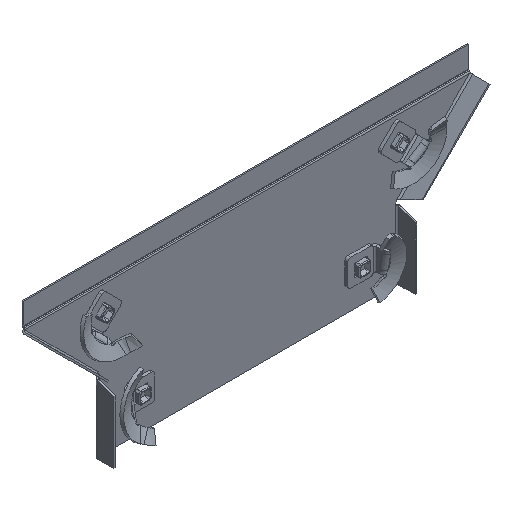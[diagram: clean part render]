
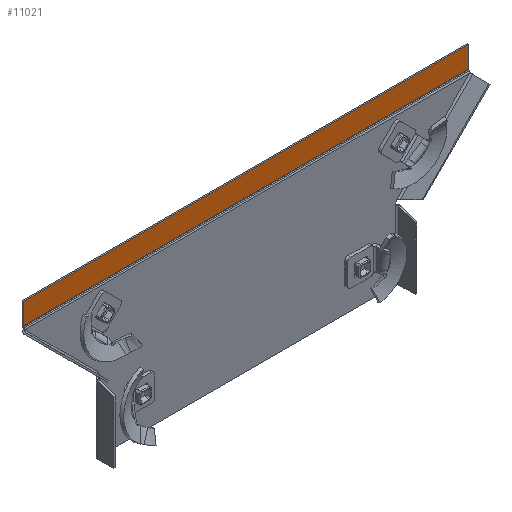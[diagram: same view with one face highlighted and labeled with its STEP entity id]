
A CAD part, isometric view. The second image highlights one B-rep face of the part: STEP entity #11021.
In plain terms, the highlighted planar face has unit normal (0, -1, 0).
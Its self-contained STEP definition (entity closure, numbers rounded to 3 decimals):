
#89 = LINE ( 'NONE', #4386, #6328 ) ;
#415 = CARTESIAN_POINT ( 'NONE',  ( -150., -0.066, -115.344 ) ) ;
#474 = CARTESIAN_POINT ( 'NONE',  ( -150., -0.066, -0.144 ) ) ;
#735 = CARTESIAN_POINT ( 'NONE',  ( -150., -0.066, -14.527 ) ) ;
#1337 = VERTEX_POINT ( 'NONE', #11135 ) ;
#1643 = DIRECTION ( 'NONE',  ( 0., -1., 0. ) ) ;
#2048 = CARTESIAN_POINT ( 'NONE',  ( 150., -0.066, -14.527 ) ) ;
#2636 = EDGE_CURVE ( 'NONE', #1337, #12034, #4808, .T. ) ;
#3089 = ORIENTED_EDGE ( 'NONE', *, *, #7661, .F. ) ;
#3151 = LINE ( 'NONE', #8446, #7781 ) ;
#3336 = VERTEX_POINT ( 'NONE', #474 ) ;
#3620 = PLANE ( 'NONE',  #5589 ) ;
#3678 = VECTOR ( 'NONE', #12575, 1000. ) ;
#4360 = DIRECTION ( 'NONE',  ( 0., 0., 1. ) ) ;
#4386 = CARTESIAN_POINT ( 'NONE',  ( 150., -0.066, -0.144 ) ) ;
#4753 = EDGE_CURVE ( 'NONE', #1337, #3336, #3151, .T. ) ;
#4808 = LINE ( 'NONE', #735, #9428 ) ;
#5376 = EDGE_CURVE ( 'NONE', #3336, #9873, #89, .T. ) ;
#5589 = AXIS2_PLACEMENT_3D ( 'NONE', #415, #1643, #10742 ) ;
#6328 = VECTOR ( 'NONE', #9491, 1000. ) ;
#6692 = LINE ( 'NONE', #12621, #3678 ) ;
#7661 = EDGE_CURVE ( 'NONE', #9873, #12034, #6692, .T. ) ;
#7781 = VECTOR ( 'NONE', #4360, 1000. ) ;
#8446 = CARTESIAN_POINT ( 'NONE',  ( -150., -0.066, -0.144 ) ) ;
#9247 = ORIENTED_EDGE ( 'NONE', *, *, #4753, .F. ) ;
#9422 = FACE_OUTER_BOUND ( 'NONE', #13117, .T. ) ;
#9428 = VECTOR ( 'NONE', #12045, 1000. ) ;
#9491 = DIRECTION ( 'NONE',  ( 1., 0., 0. ) ) ;
#9873 = VERTEX_POINT ( 'NONE', #11291 ) ;
#10742 = DIRECTION ( 'NONE',  ( 0., 0., -1. ) ) ;
#11021 = ADVANCED_FACE ( 'NONE', ( #9422 ), #3620, .T. ) ;
#11135 = CARTESIAN_POINT ( 'NONE',  ( -150., -0.066, -14.527 ) ) ;
#11291 = CARTESIAN_POINT ( 'NONE',  ( 150., -0.066, -0.144 ) ) ;
#11741 = ORIENTED_EDGE ( 'NONE', *, *, #5376, .F. ) ;
#12034 = VERTEX_POINT ( 'NONE', #2048 ) ;
#12045 = DIRECTION ( 'NONE',  ( 1., 0., 0. ) ) ;
#12266 = ORIENTED_EDGE ( 'NONE', *, *, #2636, .T. ) ;
#12575 = DIRECTION ( 'NONE',  ( 0., 0., -1. ) ) ;
#12621 = CARTESIAN_POINT ( 'NONE',  ( 150., -0.066, -0.144 ) ) ;
#13117 = EDGE_LOOP ( 'NONE', ( #9247, #12266, #3089, #11741 ) ) ;
